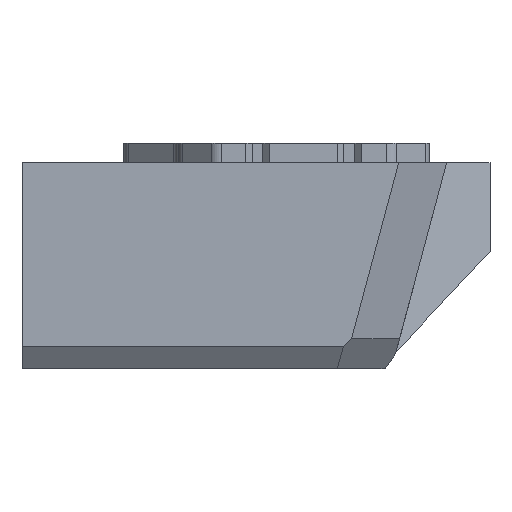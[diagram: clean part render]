
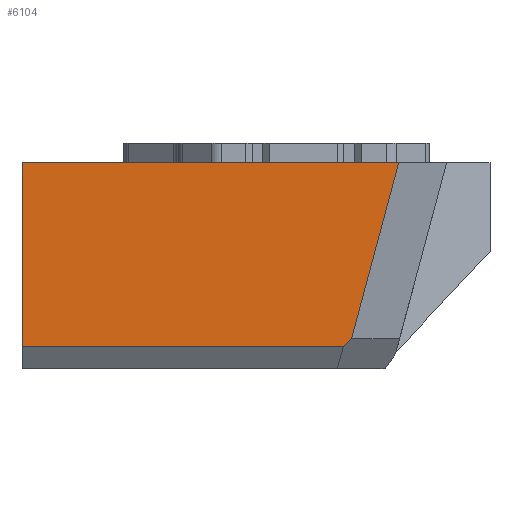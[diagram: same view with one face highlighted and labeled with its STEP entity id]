
A CAD part, left-side view. The second image highlights one B-rep face of the part: STEP entity #6104.
In plain terms, the highlighted planar face has unit normal (-1, 0, 0).
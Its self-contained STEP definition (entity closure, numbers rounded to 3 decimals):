
#600=FACE_OUTER_BOUND('',#943,.T.);
#943=EDGE_LOOP('',(#5321,#5322,#5323,#5324,#5325));
#1016=LINE('',#7875,#1703);
#1557=LINE('',#9971,#2244);
#1577=LINE('',#10011,#2264);
#1580=LINE('',#10016,#2267);
#1581=LINE('',#10018,#2268);
#1703=VECTOR('',#6533,10.);
#2244=VECTOR('',#7542,10.);
#2264=VECTOR('',#7578,10.);
#2267=VECTOR('',#7583,10.);
#2268=VECTOR('',#7586,10.);
#2394=VERTEX_POINT('',#7872);
#2395=VERTEX_POINT('',#7874);
#2876=VERTEX_POINT('',#9969);
#2888=VERTEX_POINT('',#10010);
#2889=VERTEX_POINT('',#10014);
#2975=EDGE_CURVE('',#2394,#2395,#1016,.T.);
#3698=EDGE_CURVE('',#2394,#2876,#1557,.T.);
#3718=EDGE_CURVE('',#2888,#2876,#1577,.T.);
#3721=EDGE_CURVE('',#2889,#2888,#1580,.T.);
#3722=EDGE_CURVE('',#2395,#2889,#1581,.T.);
#5321=ORIENTED_EDGE('',*,*,#3718,.F.);
#5322=ORIENTED_EDGE('',*,*,#3721,.F.);
#5323=ORIENTED_EDGE('',*,*,#3722,.F.);
#5324=ORIENTED_EDGE('',*,*,#2975,.F.);
#5325=ORIENTED_EDGE('',*,*,#3698,.T.);
#5788=PLANE('',#6435);
#6104=ADVANCED_FACE('',(#600),#5788,.T.);
#6435=AXIS2_PLACEMENT_3D('',#10017,#7584,#7585);
#6533=DIRECTION('',(0.,-1.,0.));
#7542=DIRECTION('',(0.,0.,-1.));
#7578=DIRECTION('',(0.,1.,0.));
#7583=DIRECTION('',(0.,0.71,-0.704));
#7584=DIRECTION('center_axis',(-1.,0.,0.));
#7585=DIRECTION('ref_axis',(0.,1.,0.));
#7586=DIRECTION('',(0.,0.259,-0.966));
#7872=CARTESIAN_POINT('',(-64.25,13.,0.));
#7874=CARTESIAN_POINT('',(-64.25,-35.788,0.));
#7875=CARTESIAN_POINT('',(-64.25,13.,0.));
#9969=CARTESIAN_POINT('',(-64.25,13.,-23.844));
#9971=CARTESIAN_POINT('',(-64.25,13.,0.));
#10010=CARTESIAN_POINT('',(-64.25,-28.634,-23.844));
#10011=CARTESIAN_POINT('',(-64.25,-28.25,-23.844));
#10014=CARTESIAN_POINT('',(-64.25,-29.677,-22.809));
#10016=CARTESIAN_POINT('',(-64.25,-41.618,-10.961));
#10017=CARTESIAN_POINT('Origin',(-64.25,-42.,0.));
#10018=CARTESIAN_POINT('',(-64.25,-36.204,1.553));
